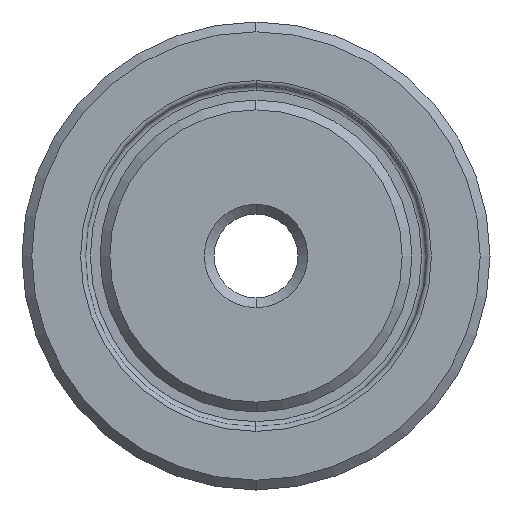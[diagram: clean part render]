
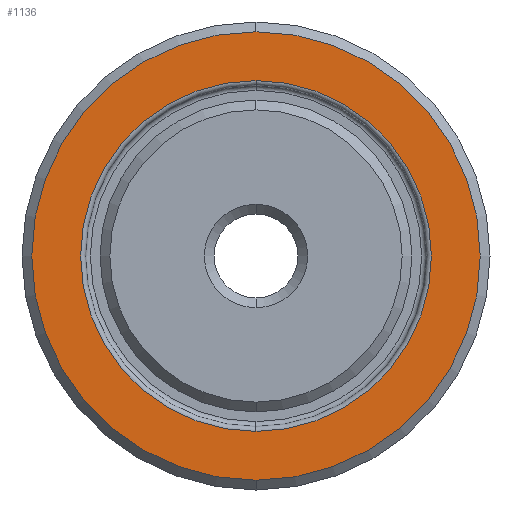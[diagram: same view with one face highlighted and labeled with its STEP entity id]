
A CAD part, left-side view. The second image highlights one B-rep face of the part: STEP entity #1136.
In plain terms, the highlighted planar face has unit normal (-1, 0, 0).
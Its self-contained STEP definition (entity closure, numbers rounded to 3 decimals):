
#52 = DIRECTION ( 'NONE',  ( -1., 0., 0. ) ) ;
#166 = EDGE_CURVE ( 'NONE', #1053, #1762, #3046, .T. ) ;
#187 = CARTESIAN_POINT ( 'NONE',  ( 1.807, 0., 0. ) ) ;
#198 = VERTEX_POINT ( 'NONE', #1350 ) ;
#217 = CARTESIAN_POINT ( 'NONE',  ( 1.807, 0., 23. ) ) ;
#484 = PLANE ( 'NONE',  #2215 ) ;
#662 = DIRECTION ( 'NONE',  ( 0., 0., 1. ) ) ;
#684 = CARTESIAN_POINT ( 'NONE',  ( 1.807, 0., -23. ) ) ;
#687 = ORIENTED_EDGE ( 'NONE', *, *, #166, .T. ) ;
#718 = EDGE_LOOP ( 'NONE', ( #2056, #1845 ) ) ;
#849 = DIRECTION ( 'NONE',  ( 0., 0., 1. ) ) ;
#940 = CIRCLE ( 'NONE', #2599, 23. ) ;
#950 = DIRECTION ( 'NONE',  ( -1., 0., 0. ) ) ;
#1003 = FACE_BOUND ( 'NONE', #718, .T. ) ;
#1053 = VERTEX_POINT ( 'NONE', #217 ) ;
#1136 = ADVANCED_FACE ( 'NONE', ( #1003, #2309 ), #484, .F. ) ;
#1218 = CIRCLE ( 'NONE', #2088, 17.99 ) ;
#1228 = DIRECTION ( 'NONE',  ( -1., 0., 0. ) ) ;
#1347 = DIRECTION ( 'NONE',  ( -1., 0., 0. ) ) ;
#1350 = CARTESIAN_POINT ( 'NONE',  ( 1.807, 0., -17.99 ) ) ;
#1361 = EDGE_CURVE ( 'NONE', #2671, #198, #2497, .T. ) ;
#1535 = DIRECTION ( 'NONE',  ( 0., 0., -1. ) ) ;
#1760 = CARTESIAN_POINT ( 'NONE',  ( 1.807, 17.99, 0. ) ) ;
#1762 = VERTEX_POINT ( 'NONE', #684 ) ;
#1845 = ORIENTED_EDGE ( 'NONE', *, *, #2508, .F. ) ;
#1916 = CARTESIAN_POINT ( 'NONE',  ( 1.807, 0., 0. ) ) ;
#2056 = ORIENTED_EDGE ( 'NONE', *, *, #1361, .F. ) ;
#2088 = AXIS2_PLACEMENT_3D ( 'NONE', #2731, #950, #662 ) ;
#2127 = EDGE_LOOP ( 'NONE', ( #2518, #687 ) ) ;
#2215 = AXIS2_PLACEMENT_3D ( 'NONE', #1760, #2346, #1535 ) ;
#2218 = AXIS2_PLACEMENT_3D ( 'NONE', #1916, #52, #3188 ) ;
#2309 = FACE_OUTER_BOUND ( 'NONE', #2127, .T. ) ;
#2331 = AXIS2_PLACEMENT_3D ( 'NONE', #187, #1228, #2558 ) ;
#2346 = DIRECTION ( 'NONE',  ( 1., 0., 0. ) ) ;
#2497 = CIRCLE ( 'NONE', #2331, 17.99 ) ;
#2508 = EDGE_CURVE ( 'NONE', #198, #2671, #1218, .T. ) ;
#2518 = ORIENTED_EDGE ( 'NONE', *, *, #2861, .T. ) ;
#2558 = DIRECTION ( 'NONE',  ( 0., 0., 1. ) ) ;
#2599 = AXIS2_PLACEMENT_3D ( 'NONE', #3209, #1347, #849 ) ;
#2671 = VERTEX_POINT ( 'NONE', #3391 ) ;
#2731 = CARTESIAN_POINT ( 'NONE',  ( 1.807, 0., 0. ) ) ;
#2861 = EDGE_CURVE ( 'NONE', #1762, #1053, #940, .T. ) ;
#3046 = CIRCLE ( 'NONE', #2218, 23. ) ;
#3188 = DIRECTION ( 'NONE',  ( 0., 0., 1. ) ) ;
#3209 = CARTESIAN_POINT ( 'NONE',  ( 1.807, 0., 0. ) ) ;
#3391 = CARTESIAN_POINT ( 'NONE',  ( 1.807, 0., 17.99 ) ) ;
